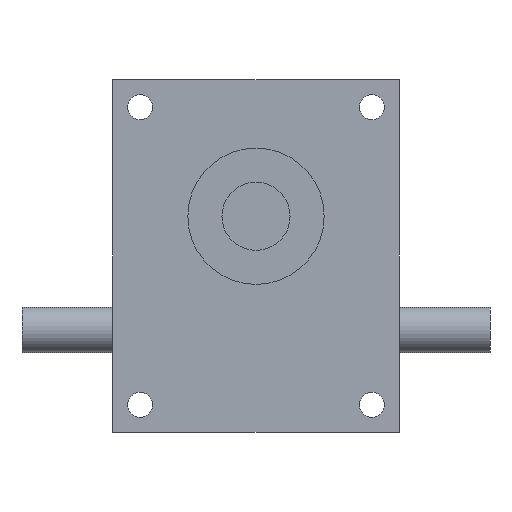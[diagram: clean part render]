
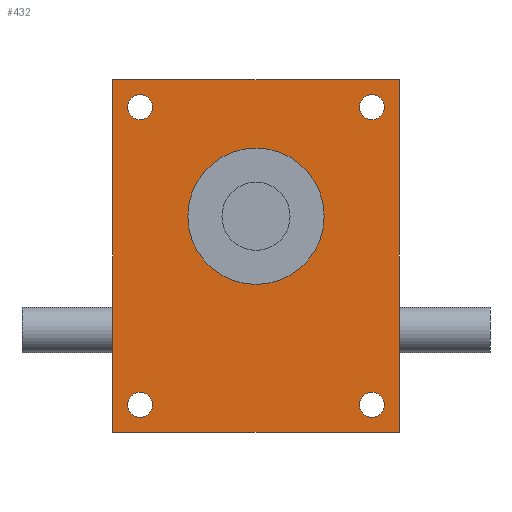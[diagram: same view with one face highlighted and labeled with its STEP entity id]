
A CAD part, front view. The second image highlights one B-rep face of the part: STEP entity #432.
In plain terms, the highlighted planar face has unit normal (0, -1, 0).
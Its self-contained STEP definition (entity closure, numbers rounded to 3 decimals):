
#432 = ADVANCED_FACE( '', ( #904, #905, #906, #907, #908, #909 ), #910, .F. );
#904 = FACE_BOUND( '', #1445, .T. );
#905 = FACE_BOUND( '', #1446, .T. );
#906 = FACE_BOUND( '', #1447, .T. );
#907 = FACE_BOUND( '', #1448, .T. );
#908 = FACE_BOUND( '', #1449, .T. );
#909 = FACE_OUTER_BOUND( '', #1450, .T. );
#910 = PLANE( '', #1451 );
#1445 = EDGE_LOOP( '', ( #2393 ) );
#1446 = EDGE_LOOP( '', ( #2394 ) );
#1447 = EDGE_LOOP( '', ( #2395 ) );
#1448 = EDGE_LOOP( '', ( #2396 ) );
#1449 = EDGE_LOOP( '', ( #2397 ) );
#1450 = EDGE_LOOP( '', ( #2398, #2399, #2400, #2401 ) );
#1451 = AXIS2_PLACEMENT_3D( '', #2402, #2403, #2404 );
#2393 = ORIENTED_EDGE( '', *, *, #3317, .T. );
#2394 = ORIENTED_EDGE( '', *, *, #3318, .T. );
#2395 = ORIENTED_EDGE( '', *, *, #3066, .T. );
#2396 = ORIENTED_EDGE( '', *, *, #3290, .T. );
#2397 = ORIENTED_EDGE( '', *, *, #3206, .T. );
#2398 = ORIENTED_EDGE( '', *, *, #3101, .T. );
#2399 = ORIENTED_EDGE( '', *, *, #3319, .F. );
#2400 = ORIENTED_EDGE( '', *, *, #3320, .F. );
#2401 = ORIENTED_EDGE( '', *, *, #3198, .T. );
#2402 = CARTESIAN_POINT( '', ( -63., -45., 77.5 ) );
#2403 = DIRECTION( '', ( 0., 1., 0. ) );
#2404 = DIRECTION( '', ( 0., 0., 1. ) );
#3066 = EDGE_CURVE( '', #3638, #3638, #3639, .T. );
#3101 = EDGE_CURVE( '', #3688, #3692, #3694, .T. );
#3198 = EDGE_CURVE( '', #3849, #3688, #3850, .T. );
#3206 = EDGE_CURVE( '', #3860, #3860, #3861, .T. );
#3290 = EDGE_CURVE( '', #3984, #3984, #3985, .T. );
#3317 = EDGE_CURVE( '', #4020, #4020, #4021, .T. );
#3318 = EDGE_CURVE( '', #4022, #4022, #4023, .T. );
#3319 = EDGE_CURVE( '', #4024, #3692, #4025, .T. );
#3320 = EDGE_CURVE( '', #3849, #4024, #4026, .T. );
#3638 = VERTEX_POINT( '', #4430 );
#3639 = CIRCLE( '', #4431, 5.5 );
#3688 = VERTEX_POINT( '', #4491 );
#3692 = VERTEX_POINT( '', #4497 );
#3694 = LINE( '', #4500, #4501 );
#3849 = VERTEX_POINT( '', #4762 );
#3850 = LINE( '', #4763, #4764 );
#3860 = VERTEX_POINT( '', #4777 );
#3861 = CIRCLE( '', #4778, 30. );
#3984 = VERTEX_POINT( '', #4949 );
#3985 = CIRCLE( '', #4950, 5.5 );
#4020 = VERTEX_POINT( '', #4994 );
#4021 = CIRCLE( '', #4995, 5.5 );
#4022 = VERTEX_POINT( '', #4996 );
#4023 = CIRCLE( '', #4997, 5.5 );
#4024 = VERTEX_POINT( '', #4998 );
#4025 = LINE( '', #4999, #5000 );
#4026 = LINE( '', #5001, #5002 );
#4430 = CARTESIAN_POINT( '', ( -45.5, -45., -65.5 ) );
#4431 = AXIS2_PLACEMENT_3D( '', #5330, #5331, #5332 );
#4491 = CARTESIAN_POINT( '', ( -63., -45., -77.5 ) );
#4497 = CARTESIAN_POINT( '', ( 63., -45., -77.5 ) );
#4500 = CARTESIAN_POINT( '', ( -63., -45., -77.5 ) );
#4501 = VECTOR( '', #5374, 1000. );
#4762 = CARTESIAN_POINT( '', ( -63., -45., 77.5 ) );
#4763 = CARTESIAN_POINT( '', ( -63., -45., 77.5 ) );
#4764 = VECTOR( '', #5497, 1000. );
#4777 = CARTESIAN_POINT( '', ( 30., -45., 17.5 ) );
#4778 = AXIS2_PLACEMENT_3D( '', #5504, #5505, #5506 );
#4949 = CARTESIAN_POINT( '', ( 56.5, -45., -65.5 ) );
#4950 = AXIS2_PLACEMENT_3D( '', #5588, #5589, #5590 );
#4994 = CARTESIAN_POINT( '', ( 56.5, -45., 65.5 ) );
#4995 = AXIS2_PLACEMENT_3D( '', #5621, #5622, #5623 );
#4996 = CARTESIAN_POINT( '', ( -45.5, -45., 65.5 ) );
#4997 = AXIS2_PLACEMENT_3D( '', #5624, #5625, #5626 );
#4998 = CARTESIAN_POINT( '', ( 63., -45., 77.5 ) );
#4999 = CARTESIAN_POINT( '', ( 63., -45., 77.5 ) );
#5000 = VECTOR( '', #5627, 1000. );
#5001 = CARTESIAN_POINT( '', ( -63., -45., 77.5 ) );
#5002 = VECTOR( '', #5628, 1000. );
#5330 = CARTESIAN_POINT( '', ( -51., -45., -65.5 ) );
#5331 = DIRECTION( '', ( 0., 1., 0. ) );
#5332 = DIRECTION( '', ( 1., 0., 0. ) );
#5374 = DIRECTION( '', ( 1., 0., 0. ) );
#5497 = DIRECTION( '', ( 0., 0., -1. ) );
#5504 = CARTESIAN_POINT( '', ( 0., -45., 17.5 ) );
#5505 = DIRECTION( '', ( 0., 1., 0. ) );
#5506 = DIRECTION( '', ( 1., 0., 0. ) );
#5588 = CARTESIAN_POINT( '', ( 51., -45., -65.5 ) );
#5589 = DIRECTION( '', ( 0., 1., 0. ) );
#5590 = DIRECTION( '', ( 1., 0., 0. ) );
#5621 = CARTESIAN_POINT( '', ( 51., -45., 65.5 ) );
#5622 = DIRECTION( '', ( 0., 1., 0. ) );
#5623 = DIRECTION( '', ( 1., 0., 0. ) );
#5624 = CARTESIAN_POINT( '', ( -51., -45., 65.5 ) );
#5625 = DIRECTION( '', ( 0., 1., 0. ) );
#5626 = DIRECTION( '', ( 1., 0., 0. ) );
#5627 = DIRECTION( '', ( 0., 0., -1. ) );
#5628 = DIRECTION( '', ( 1., 0., 0. ) );
